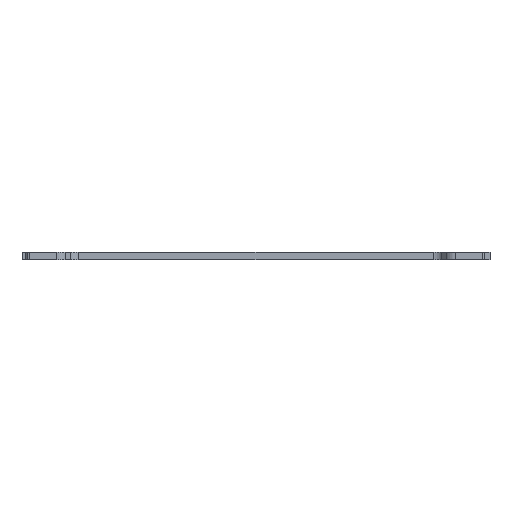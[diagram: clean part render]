
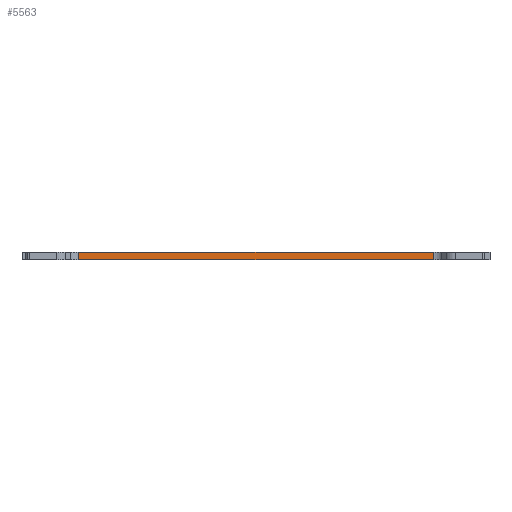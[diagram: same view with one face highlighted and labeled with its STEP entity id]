
A CAD part, front view. The second image highlights one B-rep face of the part: STEP entity #5563.
In plain terms, the highlighted planar face has unit normal (0, -1, 0).
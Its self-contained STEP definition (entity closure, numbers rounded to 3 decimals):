
#304=LINE('',#8340,#871);
#376=LINE('',#8580,#943);
#596=LINE('',#9212,#1163);
#597=LINE('',#9214,#1164);
#871=VECTOR('',#6627,10.);
#943=VECTOR('',#6881,10.);
#1163=VECTOR('',#7463,10.);
#1164=VECTOR('',#7466,1000.);
#1491=FACE_OUTER_BOUND('',#1830,.T.);
#1830=EDGE_LOOP('',(#4680,#4681,#4682,#4683));
#2370=VERTEX_POINT('',#8337);
#2371=VERTEX_POINT('',#8339);
#2447=VERTEX_POINT('',#8577);
#2448=VERTEX_POINT('',#8579);
#2951=EDGE_CURVE('',#2370,#2371,#304,.T.);
#3069=EDGE_CURVE('',#2447,#2448,#376,.T.);
#3385=EDGE_CURVE('',#2448,#2370,#596,.T.);
#3386=EDGE_CURVE('',#2447,#2371,#597,.T.);
#4680=ORIENTED_EDGE('',*,*,#3385,.F.);
#4681=ORIENTED_EDGE('',*,*,#3069,.F.);
#4682=ORIENTED_EDGE('',*,*,#3386,.T.);
#4683=ORIENTED_EDGE('',*,*,#2951,.F.);
#5317=PLANE('',#6095);
#5563=ADVANCED_FACE('',(#1491),#5317,.F.);
#6095=AXIS2_PLACEMENT_3D('',#9213,#7464,#7465);
#6627=DIRECTION('',(-1.,0.,0.));
#6881=DIRECTION('',(1.,0.,0.));
#7463=DIRECTION('',(0.,0.,-1.));
#7464=DIRECTION('center_axis',(0.,1.,0.));
#7465=DIRECTION('ref_axis',(0.,0.,1.));
#7466=DIRECTION('',(0.,0.,-1.));
#8337=CARTESIAN_POINT('',(152.984,-183.093,-3.));
#8339=CARTESIAN_POINT('',(-122.984,-183.093,-3.));
#8340=CARTESIAN_POINT('',(81.55,-183.093,-3.));
#8577=CARTESIAN_POINT('',(-122.984,-183.093,3.));
#8579=CARTESIAN_POINT('',(152.984,-183.093,3.));
#8580=CARTESIAN_POINT('',(-63.474,-183.093,3.));
#9212=CARTESIAN_POINT('',(152.984,-183.093,-3.));
#9213=CARTESIAN_POINT('Origin',(-126.948,-183.093,3.));
#9214=CARTESIAN_POINT('',(-122.984,-183.093,-3.));
